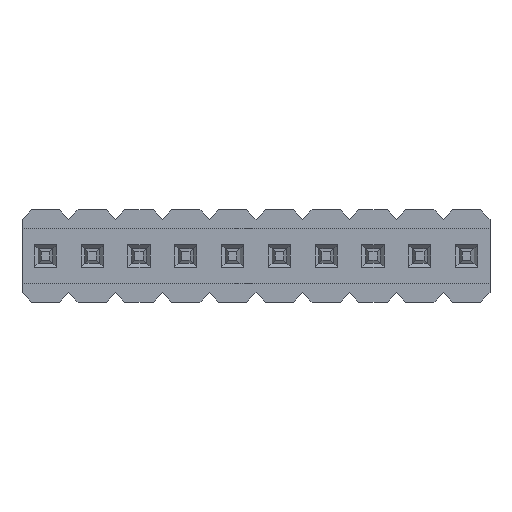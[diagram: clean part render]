
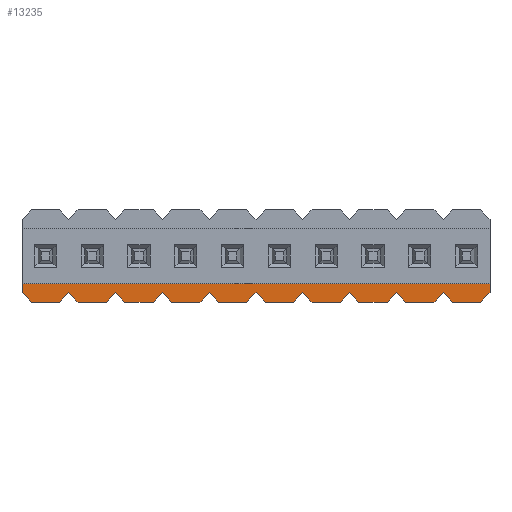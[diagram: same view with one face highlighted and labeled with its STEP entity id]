
A CAD part, front view. The second image highlights one B-rep face of the part: STEP entity #13235.
In plain terms, the highlighted planar face has unit normal (0, -1, 0).
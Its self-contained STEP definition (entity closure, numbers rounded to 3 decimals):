
#12964=CARTESIAN_POINT('',(0.,-2.,0.));
#12965=DIRECTION('',(1.,0.,0.));
#12966=DIRECTION('',(0.,-1.,0.));
#12967=AXIS2_PLACEMENT_3D('',#12964,#12966,#12965);
#12968=PLANE('',#12967);
#12969=CARTESIAN_POINT('',(-0.635,-2.,-0.75));
#12970=VERTEX_POINT('',#12969);
#12971=CARTESIAN_POINT('',(-0.635,-2.,-1.));
#12972=VERTEX_POINT('',#12971);
#12973=CARTESIAN_POINT('',(-0.635,-2.,-0.75));
#12974=DIRECTION('',(0.,0.,-1.));
#12975=VECTOR('',#12974,0.25);
#12976=LINE('',#12973,#12975);
#12977=EDGE_CURVE('',#12970,#12972,#12976,.T.);
#12978=ORIENTED_EDGE('',*,*,#12977,.T.);
#12979=CARTESIAN_POINT('',(-0.385,-2.,-1.25));
#12980=VERTEX_POINT('',#12979);
#12981=CARTESIAN_POINT('',(-0.635,-2.,-1.));
#12982=DIRECTION('',(0.707,0.,-0.707));
#12983=VECTOR('',#12982,0.354);
#12984=LINE('',#12981,#12983);
#12985=EDGE_CURVE('',#12972,#12980,#12984,.T.);
#12986=ORIENTED_EDGE('',*,*,#12985,.T.);
#12987=CARTESIAN_POINT('',(0.385,-2.,-1.25));
#12988=VERTEX_POINT('',#12987);
#12989=CARTESIAN_POINT('',(-0.385,-2.,-1.25));
#12990=DIRECTION('',(1.,0.,0.));
#12991=VECTOR('',#12990,0.77);
#12992=LINE('',#12989,#12991);
#12993=EDGE_CURVE('',#12980,#12988,#12992,.T.);
#12994=ORIENTED_EDGE('',*,*,#12993,.T.);
#12995=CARTESIAN_POINT('',(0.635,-2.,-1.));
#12996=VERTEX_POINT('',#12995);
#12997=CARTESIAN_POINT('',(0.385,-2.,-1.25));
#12998=DIRECTION('',(0.707,0.,0.707));
#12999=VECTOR('',#12998,0.354);
#13000=LINE('',#12997,#12999);
#13001=EDGE_CURVE('',#12988,#12996,#13000,.T.);
#13002=ORIENTED_EDGE('',*,*,#13001,.T.);
#13003=CARTESIAN_POINT('',(0.885,-2.,-1.25));
#13004=VERTEX_POINT('',#13003);
#13005=CARTESIAN_POINT('',(0.635,-2.,-1.));
#13006=DIRECTION('',(0.707,0.,-0.707));
#13007=VECTOR('',#13006,0.354);
#13008=LINE('',#13005,#13007);
#13009=EDGE_CURVE('',#12996,#13004,#13008,.T.);
#13010=ORIENTED_EDGE('',*,*,#13009,.T.);
#13011=CARTESIAN_POINT('',(1.655,-2.,-1.25));
#13012=VERTEX_POINT('',#13011);
#13013=CARTESIAN_POINT('',(0.885,-2.,-1.25));
#13014=DIRECTION('',(1.,0.,0.));
#13015=VECTOR('',#13014,0.77);
#13016=LINE('',#13013,#13015);
#13017=EDGE_CURVE('',#13004,#13012,#13016,.T.);
#13018=ORIENTED_EDGE('',*,*,#13017,.T.);
#13019=CARTESIAN_POINT('',(1.905,-2.,-1.));
#13020=VERTEX_POINT('',#13019);
#13021=CARTESIAN_POINT('',(1.655,-2.,-1.25));
#13022=DIRECTION('',(0.707,0.,0.707));
#13023=VECTOR('',#13022,0.354);
#13024=LINE('',#13021,#13023);
#13025=EDGE_CURVE('',#13012,#13020,#13024,.T.);
#13026=ORIENTED_EDGE('',*,*,#13025,.T.);
#13027=CARTESIAN_POINT('',(2.155,-2.,-1.25));
#13028=VERTEX_POINT('',#13027);
#13029=CARTESIAN_POINT('',(1.905,-2.,-1.));
#13030=DIRECTION('',(0.707,0.,-0.707));
#13031=VECTOR('',#13030,0.354);
#13032=LINE('',#13029,#13031);
#13033=EDGE_CURVE('',#13020,#13028,#13032,.T.);
#13034=ORIENTED_EDGE('',*,*,#13033,.T.);
#13035=CARTESIAN_POINT('',(2.925,-2.,-1.25));
#13036=VERTEX_POINT('',#13035);
#13037=CARTESIAN_POINT('',(2.155,-2.,-1.25));
#13038=DIRECTION('',(1.,0.,0.));
#13039=VECTOR('',#13038,0.77);
#13040=LINE('',#13037,#13039);
#13041=EDGE_CURVE('',#13028,#13036,#13040,.T.);
#13042=ORIENTED_EDGE('',*,*,#13041,.T.);
#13043=CARTESIAN_POINT('',(3.175,-2.,-1.));
#13044=VERTEX_POINT('',#13043);
#13045=CARTESIAN_POINT('',(2.925,-2.,-1.25));
#13046=DIRECTION('',(0.707,0.,0.707));
#13047=VECTOR('',#13046,0.354);
#13048=LINE('',#13045,#13047);
#13049=EDGE_CURVE('',#13036,#13044,#13048,.T.);
#13050=ORIENTED_EDGE('',*,*,#13049,.T.);
#13051=CARTESIAN_POINT('',(3.425,-2.,-1.25));
#13052=VERTEX_POINT('',#13051);
#13053=CARTESIAN_POINT('',(3.175,-2.,-1.));
#13054=DIRECTION('',(0.707,0.,-0.707));
#13055=VECTOR('',#13054,0.354);
#13056=LINE('',#13053,#13055);
#13057=EDGE_CURVE('',#13044,#13052,#13056,.T.);
#13058=ORIENTED_EDGE('',*,*,#13057,.T.);
#13059=CARTESIAN_POINT('',(4.195,-2.,-1.25));
#13060=VERTEX_POINT('',#13059);
#13061=CARTESIAN_POINT('',(3.425,-2.,-1.25));
#13062=DIRECTION('',(1.,0.,0.));
#13063=VECTOR('',#13062,0.77);
#13064=LINE('',#13061,#13063);
#13065=EDGE_CURVE('',#13052,#13060,#13064,.T.);
#13066=ORIENTED_EDGE('',*,*,#13065,.T.);
#13067=CARTESIAN_POINT('',(4.445,-2.,-1.));
#13068=VERTEX_POINT('',#13067);
#13069=CARTESIAN_POINT('',(4.195,-2.,-1.25));
#13070=DIRECTION('',(0.707,0.,0.707));
#13071=VECTOR('',#13070,0.354);
#13072=LINE('',#13069,#13071);
#13073=EDGE_CURVE('',#13060,#13068,#13072,.T.);
#13074=ORIENTED_EDGE('',*,*,#13073,.T.);
#13075=CARTESIAN_POINT('',(4.695,-2.,-1.25));
#13076=VERTEX_POINT('',#13075);
#13077=CARTESIAN_POINT('',(4.445,-2.,-1.));
#13078=DIRECTION('',(0.707,0.,-0.707));
#13079=VECTOR('',#13078,0.354);
#13080=LINE('',#13077,#13079);
#13081=EDGE_CURVE('',#13068,#13076,#13080,.T.);
#13082=ORIENTED_EDGE('',*,*,#13081,.T.);
#13083=CARTESIAN_POINT('',(5.465,-2.,-1.25));
#13084=VERTEX_POINT('',#13083);
#13085=CARTESIAN_POINT('',(4.695,-2.,-1.25));
#13086=DIRECTION('',(1.,0.,0.));
#13087=VECTOR('',#13086,0.77);
#13088=LINE('',#13085,#13087);
#13089=EDGE_CURVE('',#13076,#13084,#13088,.T.);
#13090=ORIENTED_EDGE('',*,*,#13089,.T.);
#13091=CARTESIAN_POINT('',(5.715,-2.,-1.));
#13092=VERTEX_POINT('',#13091);
#13093=CARTESIAN_POINT('',(5.465,-2.,-1.25));
#13094=DIRECTION('',(0.707,0.,0.707));
#13095=VECTOR('',#13094,0.354);
#13096=LINE('',#13093,#13095);
#13097=EDGE_CURVE('',#13084,#13092,#13096,.T.);
#13098=ORIENTED_EDGE('',*,*,#13097,.T.);
#13099=CARTESIAN_POINT('',(5.965,-2.,-1.25));
#13100=VERTEX_POINT('',#13099);
#13101=CARTESIAN_POINT('',(5.715,-2.,-1.));
#13102=DIRECTION('',(0.707,0.,-0.707));
#13103=VECTOR('',#13102,0.354);
#13104=LINE('',#13101,#13103);
#13105=EDGE_CURVE('',#13092,#13100,#13104,.T.);
#13106=ORIENTED_EDGE('',*,*,#13105,.T.);
#13107=CARTESIAN_POINT('',(6.735,-2.,-1.25));
#13108=VERTEX_POINT('',#13107);
#13109=CARTESIAN_POINT('',(5.965,-2.,-1.25));
#13110=DIRECTION('',(1.,0.,0.));
#13111=VECTOR('',#13110,0.77);
#13112=LINE('',#13109,#13111);
#13113=EDGE_CURVE('',#13100,#13108,#13112,.T.);
#13114=ORIENTED_EDGE('',*,*,#13113,.T.);
#13115=CARTESIAN_POINT('',(6.985,-2.,-1.));
#13116=VERTEX_POINT('',#13115);
#13117=CARTESIAN_POINT('',(6.735,-2.,-1.25));
#13118=DIRECTION('',(0.707,0.,0.707));
#13119=VECTOR('',#13118,0.354);
#13120=LINE('',#13117,#13119);
#13121=EDGE_CURVE('',#13108,#13116,#13120,.T.);
#13122=ORIENTED_EDGE('',*,*,#13121,.T.);
#13123=CARTESIAN_POINT('',(7.235,-2.,-1.25));
#13124=VERTEX_POINT('',#13123);
#13125=CARTESIAN_POINT('',(6.985,-2.,-1.));
#13126=DIRECTION('',(0.707,0.,-0.707));
#13127=VECTOR('',#13126,0.354);
#13128=LINE('',#13125,#13127);
#13129=EDGE_CURVE('',#13116,#13124,#13128,.T.);
#13130=ORIENTED_EDGE('',*,*,#13129,.T.);
#13131=CARTESIAN_POINT('',(8.005,-2.,-1.25));
#13132=VERTEX_POINT('',#13131);
#13133=CARTESIAN_POINT('',(7.235,-2.,-1.25));
#13134=DIRECTION('',(1.,0.,0.));
#13135=VECTOR('',#13134,0.77);
#13136=LINE('',#13133,#13135);
#13137=EDGE_CURVE('',#13124,#13132,#13136,.T.);
#13138=ORIENTED_EDGE('',*,*,#13137,.T.);
#13139=CARTESIAN_POINT('',(8.255,-2.,-1.));
#13140=VERTEX_POINT('',#13139);
#13141=CARTESIAN_POINT('',(8.005,-2.,-1.25));
#13142=DIRECTION('',(0.707,0.,0.707));
#13143=VECTOR('',#13142,0.354);
#13144=LINE('',#13141,#13143);
#13145=EDGE_CURVE('',#13132,#13140,#13144,.T.);
#13146=ORIENTED_EDGE('',*,*,#13145,.T.);
#13147=CARTESIAN_POINT('',(8.505,-2.,-1.25));
#13148=VERTEX_POINT('',#13147);
#13149=CARTESIAN_POINT('',(8.255,-2.,-1.));
#13150=DIRECTION('',(0.707,0.,-0.707));
#13151=VECTOR('',#13150,0.354);
#13152=LINE('',#13149,#13151);
#13153=EDGE_CURVE('',#13140,#13148,#13152,.T.);
#13154=ORIENTED_EDGE('',*,*,#13153,.T.);
#13155=CARTESIAN_POINT('',(9.275,-2.,-1.25));
#13156=VERTEX_POINT('',#13155);
#13157=CARTESIAN_POINT('',(8.505,-2.,-1.25));
#13158=DIRECTION('',(1.,0.,0.));
#13159=VECTOR('',#13158,0.77);
#13160=LINE('',#13157,#13159);
#13161=EDGE_CURVE('',#13148,#13156,#13160,.T.);
#13162=ORIENTED_EDGE('',*,*,#13161,.T.);
#13163=CARTESIAN_POINT('',(9.525,-2.,-1.));
#13164=VERTEX_POINT('',#13163);
#13165=CARTESIAN_POINT('',(9.275,-2.,-1.25));
#13166=DIRECTION('',(0.707,0.,0.707));
#13167=VECTOR('',#13166,0.354);
#13168=LINE('',#13165,#13167);
#13169=EDGE_CURVE('',#13156,#13164,#13168,.T.);
#13170=ORIENTED_EDGE('',*,*,#13169,.T.);
#13171=CARTESIAN_POINT('',(9.775,-2.,-1.25));
#13172=VERTEX_POINT('',#13171);
#13173=CARTESIAN_POINT('',(9.525,-2.,-1.));
#13174=DIRECTION('',(0.707,0.,-0.707));
#13175=VECTOR('',#13174,0.354);
#13176=LINE('',#13173,#13175);
#13177=EDGE_CURVE('',#13164,#13172,#13176,.T.);
#13178=ORIENTED_EDGE('',*,*,#13177,.T.);
#13179=CARTESIAN_POINT('',(10.545,-2.,-1.25));
#13180=VERTEX_POINT('',#13179);
#13181=CARTESIAN_POINT('',(9.775,-2.,-1.25));
#13182=DIRECTION('',(1.,0.,0.));
#13183=VECTOR('',#13182,0.77);
#13184=LINE('',#13181,#13183);
#13185=EDGE_CURVE('',#13172,#13180,#13184,.T.);
#13186=ORIENTED_EDGE('',*,*,#13185,.T.);
#13187=CARTESIAN_POINT('',(10.795,-2.,-1.));
#13188=VERTEX_POINT('',#13187);
#13189=CARTESIAN_POINT('',(10.545,-2.,-1.25));
#13190=DIRECTION('',(0.707,0.,0.707));
#13191=VECTOR('',#13190,0.354);
#13192=LINE('',#13189,#13191);
#13193=EDGE_CURVE('',#13180,#13188,#13192,.T.);
#13194=ORIENTED_EDGE('',*,*,#13193,.T.);
#13195=CARTESIAN_POINT('',(11.045,-2.,-1.25));
#13196=VERTEX_POINT('',#13195);
#13197=CARTESIAN_POINT('',(10.795,-2.,-1.));
#13198=DIRECTION('',(0.707,0.,-0.707));
#13199=VECTOR('',#13198,0.354);
#13200=LINE('',#13197,#13199);
#13201=EDGE_CURVE('',#13188,#13196,#13200,.T.);
#13202=ORIENTED_EDGE('',*,*,#13201,.T.);
#13203=CARTESIAN_POINT('',(11.815,-2.,-1.25));
#13204=VERTEX_POINT('',#13203);
#13205=CARTESIAN_POINT('',(11.045,-2.,-1.25));
#13206=DIRECTION('',(1.,0.,0.));
#13207=VECTOR('',#13206,0.77);
#13208=LINE('',#13205,#13207);
#13209=EDGE_CURVE('',#13196,#13204,#13208,.T.);
#13210=ORIENTED_EDGE('',*,*,#13209,.T.);
#13211=CARTESIAN_POINT('',(12.065,-2.,-1.));
#13212=VERTEX_POINT('',#13211);
#13213=CARTESIAN_POINT('',(11.815,-2.,-1.25));
#13214=DIRECTION('',(0.707,0.,0.707));
#13215=VECTOR('',#13214,0.354);
#13216=LINE('',#13213,#13215);
#13217=EDGE_CURVE('',#13204,#13212,#13216,.T.);
#13218=ORIENTED_EDGE('',*,*,#13217,.T.);
#13219=CARTESIAN_POINT('',(12.065,-2.,-0.75));
#13220=VERTEX_POINT('',#13219);
#13221=CARTESIAN_POINT('',(12.065,-2.,-1.));
#13222=DIRECTION('',(0.,0.,1.));
#13223=VECTOR('',#13222,0.25);
#13224=LINE('',#13221,#13223);
#13225=EDGE_CURVE('',#13212,#13220,#13224,.T.);
#13226=ORIENTED_EDGE('',*,*,#13225,.T.);
#13227=CARTESIAN_POINT('',(12.065,-2.,-0.75));
#13228=DIRECTION('',(-1.,0.,0.));
#13229=VECTOR('',#13228,12.7);
#13230=LINE('',#13227,#13229);
#13231=EDGE_CURVE('',#13220,#12970,#13230,.T.);
#13232=ORIENTED_EDGE('',*,*,#13231,.T.);
#13233=EDGE_LOOP('',(#12978,#12986,#12994,#13002,#13010,#13018,#13026,#13034,#13042,#13050,#13058,#13066,#13074,#13082,#13090,#13098,#13106,#13114,#13122,#13130,#13138,#13146,#13154,#13162,#13170,#13178,#13186,#13194,#13202,#13210,#13218,#13226,#13232));
#13234=FACE_OUTER_BOUND('',#13233,.T.);
#13235=ADVANCED_FACE('',(#13234),#12968,.T.);
